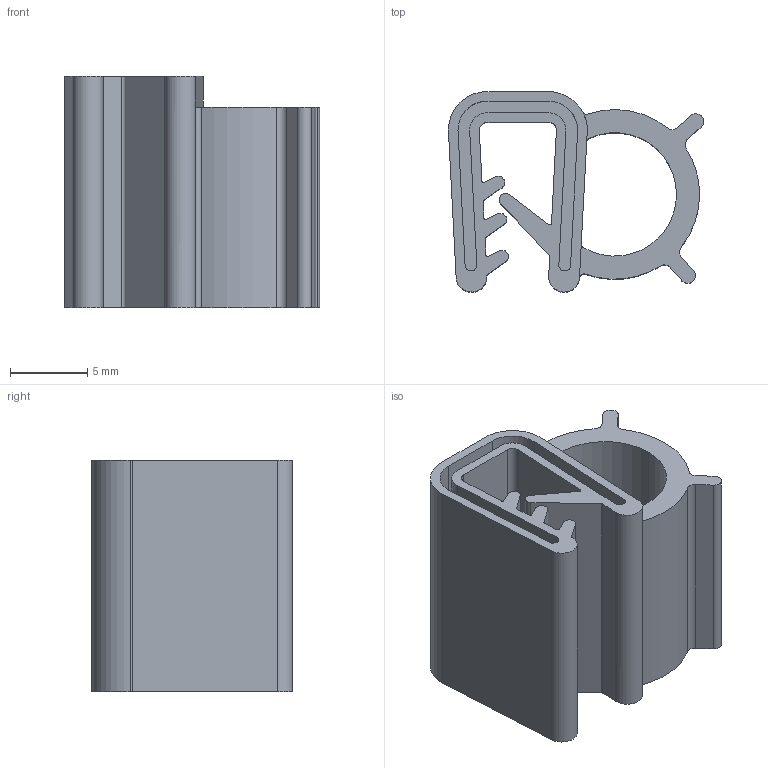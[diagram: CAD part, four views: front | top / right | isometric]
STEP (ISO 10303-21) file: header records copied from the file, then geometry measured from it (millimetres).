
FILE_DESCRIPTION (( 'STEP AP214' ), '1' );
FILE_NAME ('427008-45545_Industrilas.step', '2025-09-02T13:30:57', ( '' ), ( '' ), 'SwSTEP 2.0', 'SolidWorks 2010', '' );
FILE_SCHEMA (( 'AUTOMOTIVE_DESIGN' ));
Length unit declared in the file: millimetre
Products named in the file (1): 427008-45545_Industrilas
Bounding box: 16.54 x 13 x 15 mm (x, y, z)
Volume: 1286 mm3; surface area: 2295.9 mm2
Topology: 1 solids, 1 shells, 84 faces, 246 edges, 164 vertices
Faces by surface type: cylinder 52, plane 32
Entity records: 2874 total; most frequent: DIRECTION 522, CARTESIAN_POINT 495, ORIENTED_EDGE 492, EDGE_CURVE 246, AXIS2_PLACEMENT_3D 191, VERTEX_POINT 164, LINE 140, VECTOR 140
